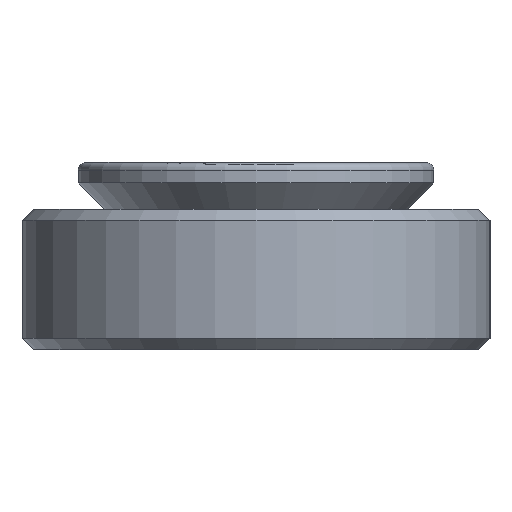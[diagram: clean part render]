
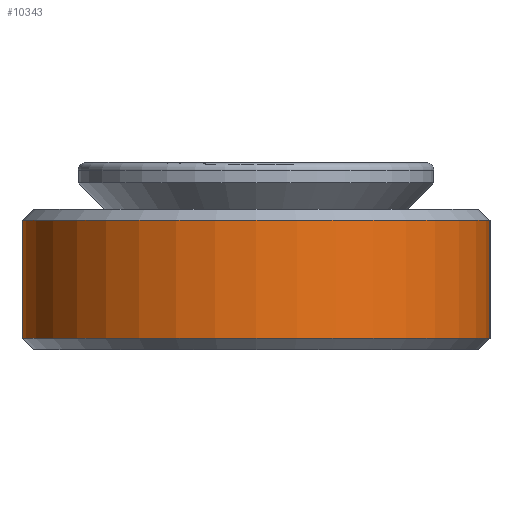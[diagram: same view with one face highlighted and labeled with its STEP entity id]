
A CAD part, left-side view. The second image highlights one B-rep face of the part: STEP entity #10343.
In plain terms, the highlighted cylindrical face has radius 15.875 mm (diameter 31.75 mm), a partial arc.
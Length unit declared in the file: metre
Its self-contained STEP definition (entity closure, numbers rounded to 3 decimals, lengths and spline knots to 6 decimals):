
#669=LINE('',#17116,#1204);
#672=LINE('',#17126,#1207);
#1204=VECTOR('',#12842,1.);
#1207=VECTOR('',#12853,1.);
#1516=CYLINDRICAL_SURFACE('',#11262,0.015875);
#1826=CIRCLE('',#11263,0.015875);
#1827=CIRCLE('',#11264,0.015875);
#2990=ORIENTED_EDGE('',*,*,#6117,.F.);
#2991=ORIENTED_EDGE('',*,*,#6125,.T.);
#2992=ORIENTED_EDGE('',*,*,#6122,.T.);
#2993=ORIENTED_EDGE('',*,*,#6126,.T.);
#6117=EDGE_CURVE('',#7654,#7655,#669,.T.);
#6122=EDGE_CURVE('',#7658,#7659,#672,.T.);
#6125=EDGE_CURVE('',#7654,#7658,#1826,.F.);
#6126=EDGE_CURVE('',#7659,#7655,#1827,.T.);
#7654=VERTEX_POINT('',#17115);
#7655=VERTEX_POINT('',#17117);
#7658=VERTEX_POINT('',#17127);
#7659=VERTEX_POINT('',#17128);
#8897=EDGE_LOOP('',(#2990,#2991,#2992,#2993));
#9567=FACE_BOUND('',#8897,.T.);
#10343=ADVANCED_FACE('',(#9567),#1516,.T.);
#11262=AXIS2_PLACEMENT_3D('',#17131,#12856,#12857);
#11263=AXIS2_PLACEMENT_3D('',#17132,#12858,#12859);
#11264=AXIS2_PLACEMENT_3D('',#17133,#12860,#12861);
#12842=DIRECTION('',(0.,0.,-1.));
#12853=DIRECTION('',(0.,0.,-1.));
#12856=DIRECTION('',(0.,0.,-1.));
#12857=DIRECTION('',(-1.,0.,0.));
#12858=DIRECTION('',(0.,0.,1.));
#12859=DIRECTION('',(1.,0.,0.));
#12860=DIRECTION('',(0.,0.,1.));
#12861=DIRECTION('',(1.,0.,0.));
#17115=CARTESIAN_POINT('',(0.,-0.015875,0.008763));
#17116=CARTESIAN_POINT('',(0.,-0.015875,0.009525));
#17117=CARTESIAN_POINT('',(0.,-0.015875,0.000762));
#17126=CARTESIAN_POINT('',(0.,0.015875,0.009525));
#17127=CARTESIAN_POINT('',(0.,0.015875,0.008763));
#17128=CARTESIAN_POINT('',(0.,0.015875,0.000762));
#17131=CARTESIAN_POINT('',(0.,0.,0.009525));
#17132=CARTESIAN_POINT('',(0.,0.,0.008763));
#17133=CARTESIAN_POINT('',(0.,0.,0.000762));
